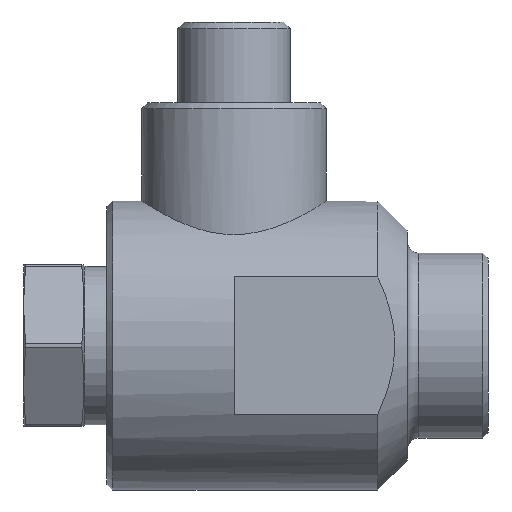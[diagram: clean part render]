
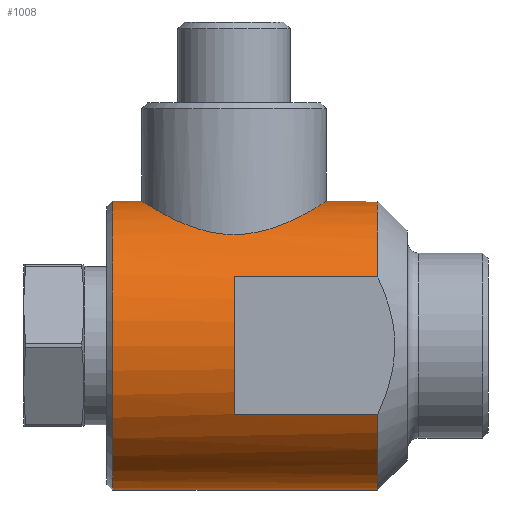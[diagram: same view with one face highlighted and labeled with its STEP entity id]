
A CAD part, left-side view. The second image highlights one B-rep face of the part: STEP entity #1008.
In plain terms, the highlighted cylindrical face has radius 12.5 mm (diameter 25 mm), a full revolution.
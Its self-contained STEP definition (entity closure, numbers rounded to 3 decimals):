
#89=B_SPLINE_CURVE_WITH_KNOTS('',3,(#1608,#1609,#1610,#1611,#1612,#1613,
#1614,#1615,#1616,#1617,#1618,#1619,#1620,#1621,#1622,#1623,#1624,#1625,
#1626,#1627),.UNSPECIFIED.,.T.,.F.,(1,1,1,1,1,1,1,1,1,1,1,1,1,1,1,1,1,1,
1,1,1,1,1,1),(-0.006,-0.003,-0.002,
0.,0.003,0.006,0.01,0.013,
0.016,0.019,0.023,0.026,
0.029,0.032,0.035,0.039,
0.042,0.045,0.048,0.05,
0.051,0.055,0.058,0.061),
 .UNSPECIFIED.);
#116=CIRCLE('',#1112,12.5);
#117=CIRCLE('',#1113,12.5);
#118=CIRCLE('',#1114,12.5);
#119=CIRCLE('',#1115,12.5);
#120=CIRCLE('',#1116,12.5);
#182=ORIENTED_EDGE('',*,*,#452,.F.);
#183=ORIENTED_EDGE('',*,*,#453,.T.);
#184=ORIENTED_EDGE('',*,*,#454,.F.);
#185=ORIENTED_EDGE('',*,*,#455,.F.);
#186=ORIENTED_EDGE('',*,*,#456,.F.);
#187=ORIENTED_EDGE('',*,*,#457,.T.);
#188=ORIENTED_EDGE('',*,*,#458,.F.);
#189=ORIENTED_EDGE('',*,*,#459,.F.);
#190=ORIENTED_EDGE('',*,*,#460,.F.);
#191=ORIENTED_EDGE('',*,*,#461,.T.);
#452=EDGE_CURVE('',#587,#588,#682,.T.);
#453=EDGE_CURVE('',#587,#589,#116,.T.);
#454=EDGE_CURVE('',#590,#589,#683,.F.);
#455=EDGE_CURVE('',#591,#590,#117,.T.);
#456=EDGE_CURVE('',#592,#591,#684,.T.);
#457=EDGE_CURVE('',#592,#593,#118,.T.);
#458=EDGE_CURVE('',#594,#593,#685,.F.);
#459=EDGE_CURVE('',#588,#594,#119,.T.);
#460=EDGE_CURVE('',#595,#595,#89,.T.);
#461=EDGE_CURVE('',#596,#596,#120,.T.);
#587=VERTEX_POINT('',#1593);
#588=VERTEX_POINT('',#1594);
#589=VERTEX_POINT('',#1596);
#590=VERTEX_POINT('',#1598);
#591=VERTEX_POINT('',#1600);
#592=VERTEX_POINT('',#1602);
#593=VERTEX_POINT('',#1604);
#594=VERTEX_POINT('',#1606);
#595=VERTEX_POINT('',#1628);
#596=VERTEX_POINT('',#1630);
#682=LINE('',#1592,#724);
#683=LINE('',#1597,#725);
#684=LINE('',#1601,#726);
#685=LINE('',#1605,#727);
#724=VECTOR('',#1260,1000.);
#725=VECTOR('',#1263,1000.);
#726=VECTOR('',#1266,1000.);
#727=VECTOR('',#1269,1000.);
#766=EDGE_LOOP('',(#182,#183,#184,#185,#186,#187,#188,#189));
#767=EDGE_LOOP('',(#190));
#768=EDGE_LOOP('',(#191));
#878=FACE_BOUND('',#766,.T.);
#879=FACE_BOUND('',#767,.T.);
#880=FACE_BOUND('',#768,.T.);
#990=CYLINDRICAL_SURFACE('',#1111,12.5);
#1008=ADVANCED_FACE('',(#878,#879,#880),#990,.T.);
#1111=AXIS2_PLACEMENT_3D('',#1591,#1258,#1259);
#1112=AXIS2_PLACEMENT_3D('',#1595,#1261,#1262);
#1113=AXIS2_PLACEMENT_3D('',#1599,#1264,#1265);
#1114=AXIS2_PLACEMENT_3D('',#1603,#1267,#1268);
#1115=AXIS2_PLACEMENT_3D('',#1607,#1270,#1271);
#1116=AXIS2_PLACEMENT_3D('',#1629,#1272,#1273);
#1258=DIRECTION('',(0.,-1.,0.));
#1259=DIRECTION('',(0.,0.,-1.));
#1260=DIRECTION('',(0.,-1.,0.));
#1261=DIRECTION('',(0.,1.,0.));
#1262=DIRECTION('',(0.,0.,1.));
#1263=DIRECTION('',(0.,-1.,0.));
#1264=DIRECTION('',(0.,-1.,0.));
#1265=DIRECTION('',(0.,0.,-1.));
#1266=DIRECTION('',(0.,-1.,0.));
#1267=DIRECTION('',(0.,1.,0.));
#1268=DIRECTION('',(0.,0.,1.));
#1269=DIRECTION('',(0.,-1.,0.));
#1270=DIRECTION('',(0.,-1.,0.));
#1271=DIRECTION('',(0.,0.,-1.));
#1272=DIRECTION('',(0.,-1.,0.));
#1273=DIRECTION('',(0.,0.,-1.));
#1591=CARTESIAN_POINT('',(0.,-22.,0.));
#1592=CARTESIAN_POINT('',(11.,-22.,5.937));
#1593=CARTESIAN_POINT('',(11.,0.,5.937));
#1594=CARTESIAN_POINT('',(11.,-12.425,5.937));
#1595=CARTESIAN_POINT('',(0.,0.,0.));
#1596=CARTESIAN_POINT('',(11.,0.,-5.937));
#1597=CARTESIAN_POINT('',(11.,-22.,-5.937));
#1598=CARTESIAN_POINT('',(11.,-12.425,-5.937));
#1599=CARTESIAN_POINT('',(0.,-12.425,0.));
#1600=CARTESIAN_POINT('',(-11.,-12.425,-5.937));
#1601=CARTESIAN_POINT('',(-11.,-22.,-5.937));
#1602=CARTESIAN_POINT('',(-11.,0.,-5.937));
#1603=CARTESIAN_POINT('',(0.,0.,0.));
#1604=CARTESIAN_POINT('',(-11.,0.,5.937));
#1605=CARTESIAN_POINT('',(-11.,-22.,5.937));
#1606=CARTESIAN_POINT('',(-11.,-12.425,5.937));
#1607=CARTESIAN_POINT('',(0.,-12.425,0.));
#1608=CARTESIAN_POINT('',(-7.887,1.636,9.701));
#1609=CARTESIAN_POINT('',(-8.113,-0.552,9.507));
#1610=CARTESIAN_POINT('',(-7.549,-3.211,10.));
#1611=CARTESIAN_POINT('',(-5.817,-5.766,11.155));
#1612=CARTESIAN_POINT('',(-3.256,-7.534,12.195));
#1613=CARTESIAN_POINT('',(-0.044,-8.226,12.648));
#1614=CARTESIAN_POINT('',(3.204,-7.562,12.212));
#1615=CARTESIAN_POINT('',(5.788,-5.793,11.17));
#1616=CARTESIAN_POINT('',(7.527,-3.266,10.018));
#1617=CARTESIAN_POINT('',(8.228,-0.039,9.405));
#1618=CARTESIAN_POINT('',(7.562,3.188,9.99));
#1619=CARTESIAN_POINT('',(5.829,5.754,11.148));
#1620=CARTESIAN_POINT('',(3.266,7.533,12.194));
#1621=CARTESIAN_POINT('',(0.028,8.227,12.649));
#1622=CARTESIAN_POINT('',(-3.208,7.559,12.211));
#1623=CARTESIAN_POINT('',(-5.805,5.783,11.161));
#1624=CARTESIAN_POINT('',(-7.251,3.649,10.202));
#1625=CARTESIAN_POINT('',(-7.887,1.636,9.701));
#1626=CARTESIAN_POINT('',(-8.113,-0.552,9.507));
#1627=CARTESIAN_POINT('',(-7.549,-3.211,10.));
#1628=CARTESIAN_POINT('',(-8.,0.,9.605));
#1629=CARTESIAN_POINT('',(0.,10.5,0.));
#1630=CARTESIAN_POINT('',(0.,10.5,-12.5));
